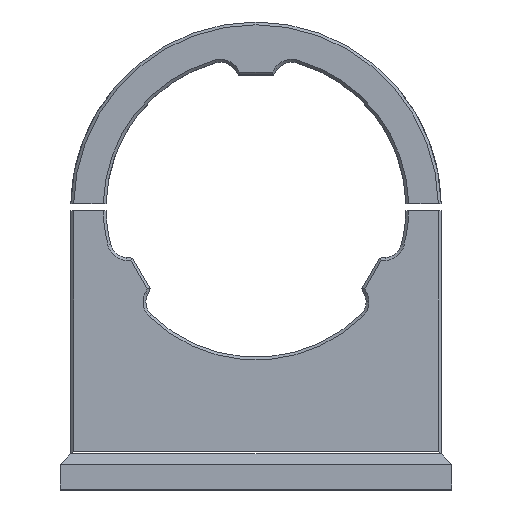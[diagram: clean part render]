
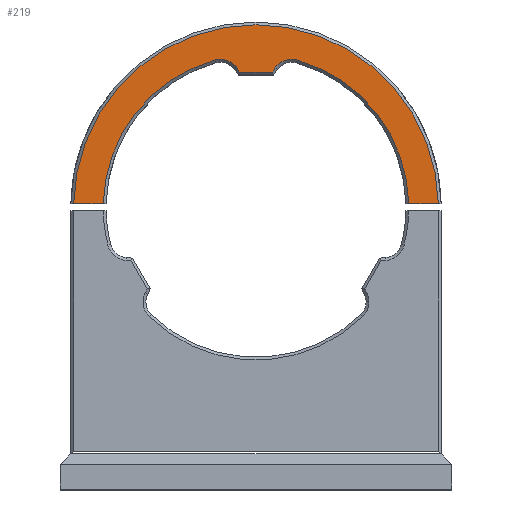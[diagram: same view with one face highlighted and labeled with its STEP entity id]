
A CAD part, top view. The second image highlights one B-rep face of the part: STEP entity #219.
In plain terms, the highlighted planar face has unit normal (0, 0, 1).
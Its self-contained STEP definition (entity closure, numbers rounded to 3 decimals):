
#110 = DIRECTION ( 'NONE',  ( -1., 0., 0. ) ) ;
#111 = LINE ( 'NONE', #1312, #2903 ) ;
#171 = DIRECTION ( 'NONE',  ( 0.574, -0.819, 0. ) ) ;
#219 = ADVANCED_FACE ( 'NONE', ( #4519 ), #6186, .F. ) ;
#251 = DIRECTION ( 'NONE',  ( 0., 0., -1. ) ) ;
#252 = ORIENTED_EDGE ( 'NONE', *, *, #6219, .T. ) ;
#297 = ORIENTED_EDGE ( 'NONE', *, *, #3471, .T. ) ;
#388 = CARTESIAN_POINT ( 'NONE',  ( 0., 7.473, 80. ) ) ;
#448 = DIRECTION ( 'NONE',  ( -1., 0., 0. ) ) ;
#508 = ORIENTED_EDGE ( 'NONE', *, *, #3103, .T. ) ;
#758 = LINE ( 'NONE', #5471, #2669 ) ;
#931 = VERTEX_POINT ( 'NONE', #4895 ) ;
#947 = VERTEX_POINT ( 'NONE', #1375 ) ;
#1001 = DIRECTION ( 'NONE',  ( 0., 0., -1. ) ) ;
#1011 = ORIENTED_EDGE ( 'NONE', *, *, #6453, .T. ) ;
#1151 = VERTEX_POINT ( 'NONE', #4059 ) ;
#1207 = ORIENTED_EDGE ( 'NONE', *, *, #3684, .T. ) ;
#1272 = CARTESIAN_POINT ( 'NONE',  ( 0., 6.473, 80. ) ) ;
#1279 = CARTESIAN_POINT ( 'NONE',  ( -4.584, 44.773, 80. ) ) ;
#1307 = AXIS2_PLACEMENT_3D ( 'NONE', #3200, #2308, #4628 ) ;
#1311 = DIRECTION ( 'NONE',  ( 1., 0., 0. ) ) ;
#1312 = CARTESIAN_POINT ( 'NONE',  ( 5., 44.773, 80. ) ) ;
#1375 = CARTESIAN_POINT ( 'NONE',  ( 51.69, 7.473, 80. ) ) ;
#1465 = DIRECTION ( 'NONE',  ( -1., 0., 0. ) ) ;
#1510 = DIRECTION ( 'NONE',  ( 0., 0., 1. ) ) ;
#1615 = CARTESIAN_POINT ( 'NONE',  ( 0., 6.473, 80. ) ) ;
#1810 = DIRECTION ( 'NONE',  ( 0., 0., -1. ) ) ;
#1982 = VECTOR ( 'NONE', #2372, 1000. ) ;
#2051 = DIRECTION ( 'NONE',  ( 1., 0., 0. ) ) ;
#2054 = CARTESIAN_POINT ( 'NONE',  ( -43.288, 7.473, 80. ) ) ;
#2127 = CARTESIAN_POINT ( 'NONE',  ( 5.377, 45.906, 80. ) ) ;
#2308 = DIRECTION ( 'NONE',  ( 0., 0., -1. ) ) ;
#2372 = DIRECTION ( 'NONE',  ( 0.574, 0.819, 0. ) ) ;
#2548 = CIRCLE ( 'NONE', #6505, 51.7 ) ;
#2669 = VECTOR ( 'NONE', #171, 1000. ) ;
#2746 = VERTEX_POINT ( 'NONE', #4476 ) ;
#2786 = CARTESIAN_POINT ( 'NONE',  ( -11.695, 48.164, 80. ) ) ;
#2870 = LINE ( 'NONE', #3067, #1982 ) ;
#2903 = VECTOR ( 'NONE', #3505, 1000. ) ;
#3003 = EDGE_CURVE ( 'NONE', #5690, #4516, #7051, .T. ) ;
#3067 = CARTESIAN_POINT ( 'NONE',  ( 5.377, 45.906, 80. ) ) ;
#3074 = DIRECTION ( 'NONE',  ( -1., 0., 0. ) ) ;
#3103 = EDGE_CURVE ( 'NONE', #4516, #3327, #758, .T. ) ;
#3200 = CARTESIAN_POINT ( 'NONE',  ( 10.128, 42.58, 80. ) ) ;
#3226 = CARTESIAN_POINT ( 'NONE',  ( -10.128, 42.58, 80. ) ) ;
#3239 = ORIENTED_EDGE ( 'NONE', *, *, #3430, .T. ) ;
#3278 = CIRCLE ( 'NONE', #1307, 5.8 ) ;
#3327 = VERTEX_POINT ( 'NONE', #1279 ) ;
#3430 = EDGE_CURVE ( 'NONE', #947, #4996, #2548, .T. ) ;
#3471 = EDGE_CURVE ( 'NONE', #4996, #7185, #6850, .T. ) ;
#3480 = VERTEX_POINT ( 'NONE', #2127 ) ;
#3505 = DIRECTION ( 'NONE',  ( 1., 0., 0. ) ) ;
#3684 = EDGE_CURVE ( 'NONE', #2746, #947, #6493, .T. ) ;
#3712 = AXIS2_PLACEMENT_3D ( 'NONE', #3226, #251, #3074 ) ;
#3731 = EDGE_CURVE ( 'NONE', #7185, #5690, #4387, .T. ) ;
#3942 = EDGE_CURVE ( 'NONE', #3480, #931, #3278, .T. ) ;
#4013 = CIRCLE ( 'NONE', #6495, 43.3 ) ;
#4059 = CARTESIAN_POINT ( 'NONE',  ( 4.584, 44.773, 80. ) ) ;
#4097 = ORIENTED_EDGE ( 'NONE', *, *, #3003, .T. ) ;
#4363 = CARTESIAN_POINT ( 'NONE',  ( 0., 6.473, 80. ) ) ;
#4387 = CIRCLE ( 'NONE', #6743, 43.3 ) ;
#4476 = CARTESIAN_POINT ( 'NONE',  ( 43.288, 7.473, 80. ) ) ;
#4516 = VERTEX_POINT ( 'NONE', #7648 ) ;
#4519 = FACE_OUTER_BOUND ( 'NONE', #6035, .T. ) ;
#4628 = DIRECTION ( 'NONE',  ( -1., 0., 0. ) ) ;
#4807 = AXIS2_PLACEMENT_3D ( 'NONE', #7391, #1001, #1465 ) ;
#4895 = CARTESIAN_POINT ( 'NONE',  ( 11.695, 48.164, 80. ) ) ;
#4996 = VERTEX_POINT ( 'NONE', #5172 ) ;
#5172 = CARTESIAN_POINT ( 'NONE',  ( -51.69, 7.473, 80. ) ) ;
#5295 = CARTESIAN_POINT ( 'NONE',  ( 0., 7.473, 80. ) ) ;
#5314 = EDGE_CURVE ( 'NONE', #1151, #3480, #2870, .T. ) ;
#5471 = CARTESIAN_POINT ( 'NONE',  ( -4.345, 44.432, 80. ) ) ;
#5682 = DIRECTION ( 'NONE',  ( -1., 0., 0. ) ) ;
#5690 = VERTEX_POINT ( 'NONE', #2786 ) ;
#6035 = EDGE_LOOP ( 'NONE', ( #1207, #3239, #297, #7432, #4097, #508, #252, #6711, #7090, #1011 ) ) ;
#6186 = PLANE ( 'NONE',  #4807 ) ;
#6219 = EDGE_CURVE ( 'NONE', #3327, #1151, #111, .T. ) ;
#6453 = EDGE_CURVE ( 'NONE', #931, #2746, #4013, .T. ) ;
#6493 = LINE ( 'NONE', #5295, #6512 ) ;
#6495 = AXIS2_PLACEMENT_3D ( 'NONE', #1615, #6919, #448 ) ;
#6505 = AXIS2_PLACEMENT_3D ( 'NONE', #4363, #1510, #5682 ) ;
#6512 = VECTOR ( 'NONE', #1311, 1000. ) ;
#6711 = ORIENTED_EDGE ( 'NONE', *, *, #5314, .T. ) ;
#6743 = AXIS2_PLACEMENT_3D ( 'NONE', #1272, #1810, #110 ) ;
#6850 = LINE ( 'NONE', #388, #7498 ) ;
#6919 = DIRECTION ( 'NONE',  ( 0., 0., -1. ) ) ;
#7051 = CIRCLE ( 'NONE', #3712, 5.8 ) ;
#7090 = ORIENTED_EDGE ( 'NONE', *, *, #3942, .T. ) ;
#7185 = VERTEX_POINT ( 'NONE', #2054 ) ;
#7391 = CARTESIAN_POINT ( 'NONE',  ( 0., 6.473, 80. ) ) ;
#7432 = ORIENTED_EDGE ( 'NONE', *, *, #3731, .T. ) ;
#7498 = VECTOR ( 'NONE', #2051, 1000. ) ;
#7648 = CARTESIAN_POINT ( 'NONE',  ( -5.377, 45.906, 80. ) ) ;
